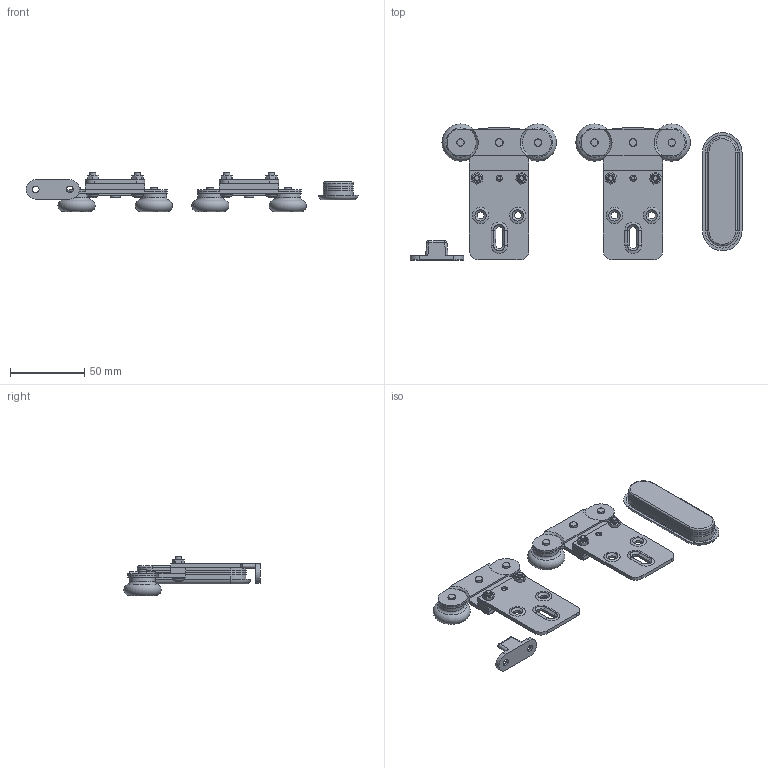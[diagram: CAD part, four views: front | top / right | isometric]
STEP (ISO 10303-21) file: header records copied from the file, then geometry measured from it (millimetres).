
FILE_DESCRIPTION(/* description */ (''),/* implementation_level */ '2;1');
FILE_NAME(/* name */ '.stp',/* time_stamp */ '2019-08-20T15:04:24+02:00',/* author */ ('ga'),/* organization */ (''),/* preprocessor_version */ 'ST-DEVELOPER v17.2',/* originating_system */ 'Autodesk Inventor 2019',/* authorisation */ '');
FILE_SCHEMA (('AUTOMOTIVE_DESIGN { 1 0 10303 214 3 1 1 }'));
Length unit declared in the file: millimetre
Products named in the file (16): Ensemble1; Monture 38; 14552 Bis; 14552; 14550 plaquette de reglage; 04501; ISO 4032 - M4; 14558; 15261; 15645; 14986; CAG1; 14981; 15653; 1293; 1123
Assembly tree (27 placements, depth 4):
  Ensemble1
    Monture 38  x2
      14552 Bis
      14552
      14550 plaquette de reglage
      04501
      ISO 4032 - M4
      14558
      15261
      15645
      14986
      CAG1
        14981
        15653  x6
    1293
    1123
Bounding box: 223.25 x 91.49 x 26.45 mm (x, y, z)
Volume: 52071.4 mm3; surface area: 57058.1 mm2
Topology: 58 solids, 58 shells, 853 faces, 2184 edges, 1460 vertices
Faces by surface type: plane 374, cylinder 269, cone 142, torus 62, sphere 6
Full cylindrical faces by diameter (mm): 3 x24, 3.242 x4, 3.621 x4, 4 x8, 4.2 x8, 4.5 x10, 4.8 x8, 4.9 x2, 5 x8, 5.1 x2, 5.2 x4, 6.5 x2, 7 x4, 7.2 x4, 12.8 x4, 13 x4, 17 x8, 18 x4
Entity records: 10480 total; most frequent: CARTESIAN_POINT 1881, DIRECTION 1839, ORIENTED_EDGE 1570, EDGE_CURVE 785, AXIS2_PLACEMENT_3D 744, VERTEX_POINT 510, CIRCLE 386, EDGE_LOOP 377
